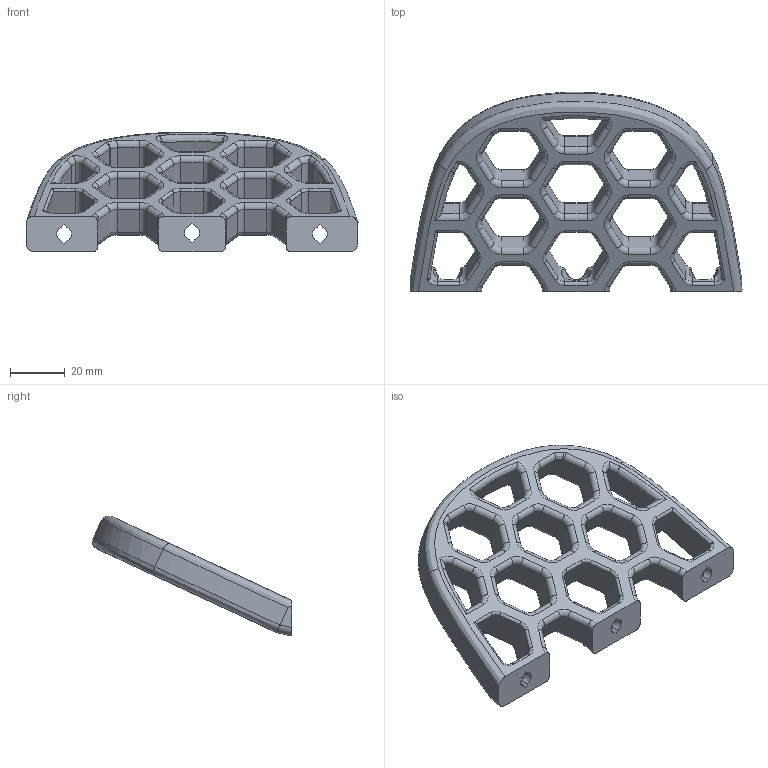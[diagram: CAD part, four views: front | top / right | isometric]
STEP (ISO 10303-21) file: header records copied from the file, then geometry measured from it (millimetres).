
FILE_DESCRIPTION(/* description */ (''),/* implementation_level */ '2;1');
FILE_NAME(/* name */ 'Board Part 4.step',/* time_stamp */ '2024-09-26T21:40:52+02:00',/* author */ (''),/* organization */ (''),/* preprocessor_version */ 'ST-DEVELOPER v20',/* originating_system */ 'Autodesk Translation Framework v13.20.0.188',/* authorisation */ '');
FILE_SCHEMA (('AUTOMOTIVE_DESIGN { 1 0 10303 214 3 1 1 }'));
Length unit declared in the file: millimetre
Products named in the file (4): Board MK2; Komponente1; Komponente2; Komponente3
Assembly tree (3 placements, depth 2):
  Board MK2
    Komponente1
    Komponente2
    Komponente3
Bounding box: 121.47 x 72.9 x 43.84 mm (x, y, z)
Volume: 52620.9 mm3; surface area: 21149.2 mm2
Topology: 1 solids, 1 shells, 430 faces, 1057 edges, 626 vertices
Faces by surface type: cylinder 183, torus 110, plane 90, bspline 47
Full cylindrical faces by diameter (mm): 11 x1
Entity records: 17039 total; most frequent: CARTESIAN_POINT 6832, DIRECTION 2178, ORIENTED_EDGE 2114, EDGE_CURVE 1057, AXIS2_PLACEMENT_3D 879, VERTEX_POINT 626, EDGE_LOOP 455, CIRCLE 453
